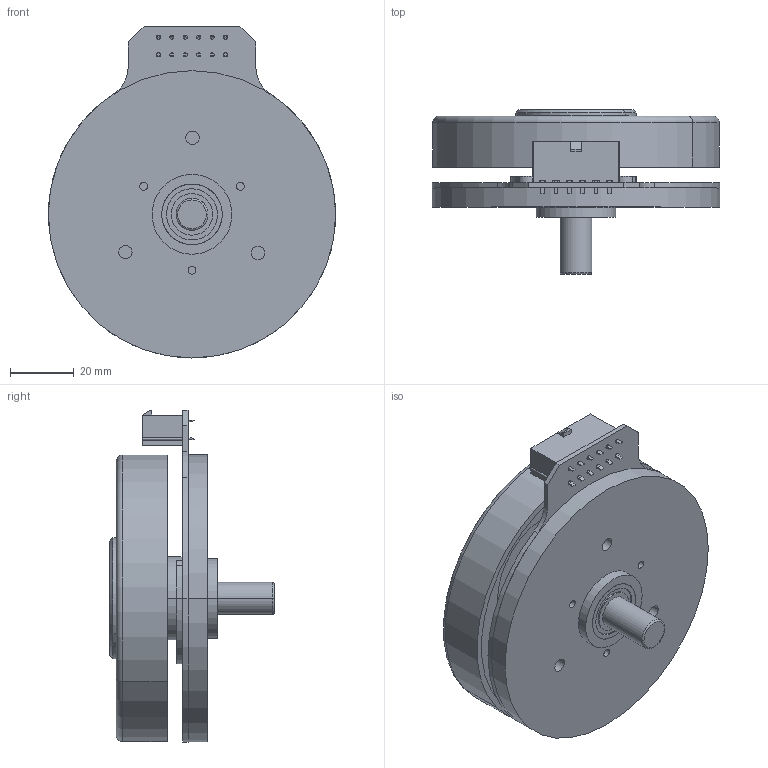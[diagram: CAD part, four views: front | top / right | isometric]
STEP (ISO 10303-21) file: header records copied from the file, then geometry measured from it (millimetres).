
FILE_DESCRIPTION (( 'STEP AP214' ), '1' );
FILE_NAME ('NBL90晤鎢ん.STEP', '2020-01-15T07:57:45', ( '' ), ( '' ), 'SwSTEP 2.0', 'SolidWorks 2015', '' );
FILE_SCHEMA (( 'AUTOMOTIVE_DESIGN' ));
Length unit declared in the file: millimetre
Products named in the file (10): 90Wpcb; Z陓瘍棠詩; NBL90晤鎢ん; 039281123; 粣; 隅赽殤諾釱; 粣創; 90W假蚾啣; 90W儂褲; Z陓瘍棠詩釱
Assembly tree (10 placements, depth 2):
  NBL90晤鎢ん
    90W假蚾啣
    隅赽殤諾釱
    90W儂褲
    粣創  x2
    粣
    90Wpcb
    039281123
    Z陓瘍棠詩釱
    Z陓瘍棠詩
Bounding box: 90 x 51.5 x 104 mm (x, y, z)
Volume: 73692.6 mm3; surface area: 62363.1 mm2
Topology: 10 solids, 10 shells, 593 faces, 1528 edges, 1014 vertices
Faces by surface type: plane 405, cylinder 176, torus 8, cone 4
Entity records: 18096 total; most frequent: CARTESIAN_POINT 3070, DIRECTION 3024, ORIENTED_EDGE 2984, EDGE_CURVE 1492, LINE 1136, VECTOR 1136, VERTEX_POINT 990, AXIS2_PLACEMENT_3D 944
